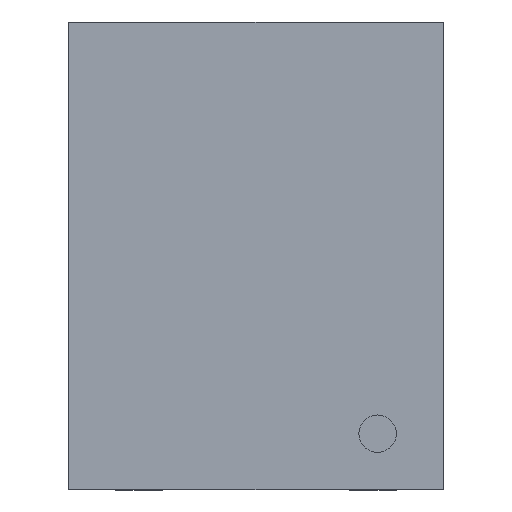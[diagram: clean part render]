
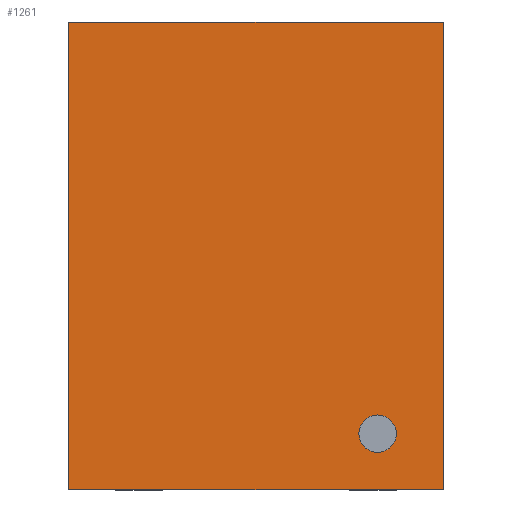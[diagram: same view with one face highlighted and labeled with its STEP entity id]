
A CAD part, left-side view. The second image highlights one B-rep face of the part: STEP entity #1261.
In plain terms, the highlighted planar face has unit normal (-1, 0, 0).
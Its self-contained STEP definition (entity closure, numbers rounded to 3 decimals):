
#2 = DIRECTION ( 'NONE',  ( 0., 0., -1. ) ) ;
#66 = LINE ( 'NONE', #1371, #73 ) ;
#73 = VECTOR ( 'NONE', #483, 1000. ) ;
#170 = LINE ( 'NONE', #2004, #173 ) ;
#173 = VECTOR ( 'NONE', #1912, 1000. ) ;
#261 = CARTESIAN_POINT ( 'NONE',  ( 0., 1., 1.25 ) ) ;
#304 = CIRCLE ( 'NONE', #1904, 0.1 ) ;
#431 = EDGE_CURVE ( 'NONE', #854, #1854, #304, .T. ) ;
#483 = DIRECTION ( 'NONE',  ( 0., 0., -1. ) ) ;
#657 = EDGE_CURVE ( 'NONE', #1123, #924, #170, .T. ) ;
#667 = DIRECTION ( 'NONE',  ( 1., 0., 0. ) ) ;
#673 = CARTESIAN_POINT ( 'NONE',  ( 0., -0.65, -0.95 ) ) ;
#798 = DIRECTION ( 'NONE',  ( 1., 0., 0. ) ) ;
#817 = AXIS2_PLACEMENT_3D ( 'NONE', #1503, #1502, #1505 ) ;
#821 = DIRECTION ( 'NONE',  ( 0., 0., -1. ) ) ;
#836 = CARTESIAN_POINT ( 'NONE',  ( 0., -1., 1.25 ) ) ;
#843 = DIRECTION ( 'NONE',  ( 0., 1., 0. ) ) ;
#849 = DIRECTION ( 'NONE',  ( 0., 0., 1. ) ) ;
#850 = CARTESIAN_POINT ( 'NONE',  ( 0., -0.65, -0.95 ) ) ;
#854 = VERTEX_POINT ( 'NONE', #1159 ) ;
#873 = CARTESIAN_POINT ( 'NONE',  ( 0., -1., -1.25 ) ) ;
#924 = VERTEX_POINT ( 'NONE', #873 ) ;
#929 = VERTEX_POINT ( 'NONE', #963 ) ;
#947 = AXIS2_PLACEMENT_3D ( 'NONE', #673, #667, #821 ) ;
#955 = ORIENTED_EDGE ( 'NONE', *, *, #2022, .T. ) ;
#957 = ORIENTED_EDGE ( 'NONE', *, *, #1003, .T. ) ;
#963 = CARTESIAN_POINT ( 'NONE',  ( 0., -1., 1.25 ) ) ;
#970 = ORIENTED_EDGE ( 'NONE', *, *, #657, .T. ) ;
#980 = ORIENTED_EDGE ( 'NONE', *, *, #2016, .T. ) ;
#1001 = ORIENTED_EDGE ( 'NONE', *, *, #431, .T. ) ;
#1002 = CARTESIAN_POINT ( 'NONE',  ( 0., 1., -1.25 ) ) ;
#1003 = EDGE_CURVE ( 'NONE', #1796, #1123, #66, .T. ) ;
#1006 = ORIENTED_EDGE ( 'NONE', *, *, #2060, .T. ) ;
#1086 = CARTESIAN_POINT ( 'NONE',  ( 0., -0.65, -0.85 ) ) ;
#1123 = VERTEX_POINT ( 'NONE', #1002 ) ;
#1159 = CARTESIAN_POINT ( 'NONE',  ( 0., -0.65, -1.05 ) ) ;
#1239 = EDGE_LOOP ( 'NONE', ( #955, #957, #970, #980 ) ) ;
#1261 = ADVANCED_FACE ( 'NONE', ( #1968, #1965 ), #1416, .F. ) ;
#1371 = CARTESIAN_POINT ( 'NONE',  ( 0., 1., 1.25 ) ) ;
#1392 = EDGE_LOOP ( 'NONE', ( #1001, #1006 ) ) ;
#1416 = PLANE ( 'NONE',  #817 ) ;
#1494 = CARTESIAN_POINT ( 'NONE',  ( 0., -1., -1.25 ) ) ;
#1502 = DIRECTION ( 'NONE',  ( 1., 0., 0. ) ) ;
#1503 = CARTESIAN_POINT ( 'NONE',  ( 0., 0., 0. ) ) ;
#1505 = DIRECTION ( 'NONE',  ( 0., 1., 0. ) ) ;
#1572 = VECTOR ( 'NONE', #843, 1000. ) ;
#1576 = CIRCLE ( 'NONE', #947, 0.1 ) ;
#1582 = LINE ( 'NONE', #1494, #1601 ) ;
#1594 = LINE ( 'NONE', #836, #1572 ) ;
#1601 = VECTOR ( 'NONE', #849, 1000. ) ;
#1796 = VERTEX_POINT ( 'NONE', #261 ) ;
#1854 = VERTEX_POINT ( 'NONE', #1086 ) ;
#1904 = AXIS2_PLACEMENT_3D ( 'NONE', #850, #798, #2 ) ;
#1912 = DIRECTION ( 'NONE',  ( 0., -1., 0. ) ) ;
#1965 = FACE_BOUND ( 'NONE', #1392, .T. ) ;
#1968 = FACE_OUTER_BOUND ( 'NONE', #1239, .T. ) ;
#2004 = CARTESIAN_POINT ( 'NONE',  ( 0., 1., -1.25 ) ) ;
#2016 = EDGE_CURVE ( 'NONE', #924, #929, #1582, .T. ) ;
#2022 = EDGE_CURVE ( 'NONE', #929, #1796, #1594, .T. ) ;
#2060 = EDGE_CURVE ( 'NONE', #1854, #854, #1576, .T. ) ;
